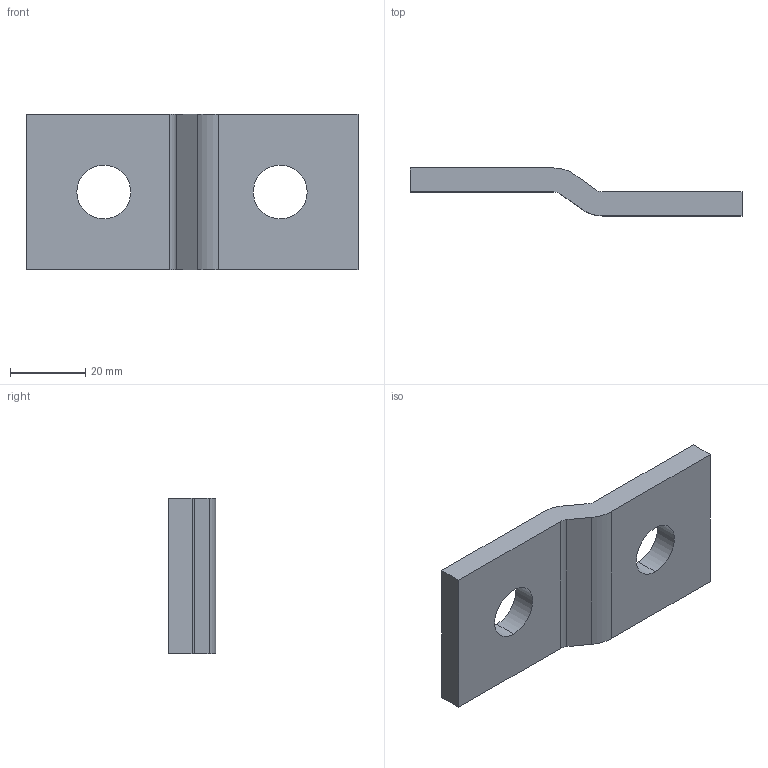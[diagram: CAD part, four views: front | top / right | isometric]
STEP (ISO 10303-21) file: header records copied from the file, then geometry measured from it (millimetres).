
FILE_DESCRIPTION(('TurboCAD Mac Pro'),'Build 980');
FILE_NAME('P1454.stp',' ',(''),(''),'ACIS Interop','IMSI','TurboCAD Mac Pro BY IMSI, INCORPORATED');
FILE_SCHEMA(('automotive_design'));
Length unit declared in the file: inch
Products named in the file (1): 1
Bounding box: 88.11 x 12.7 x 41.27 mm (x, y, z)
Volume: 21525.6 mm3; surface area: 9015.6 mm2
Topology: 1 solids, 1 shells, 18 faces, 48 edges, 32 vertices
Faces by surface type: plane 10, cylinder 8
Entity records: 744 total; most frequent: DIRECTION 102, CARTESIAN_POINT 99, ORIENTED_EDGE 96, EDGE_CURVE 48, AXIS2_PLACEMENT_3D 35, VERTEX_POINT 32, LINE 32, VECTOR 32
